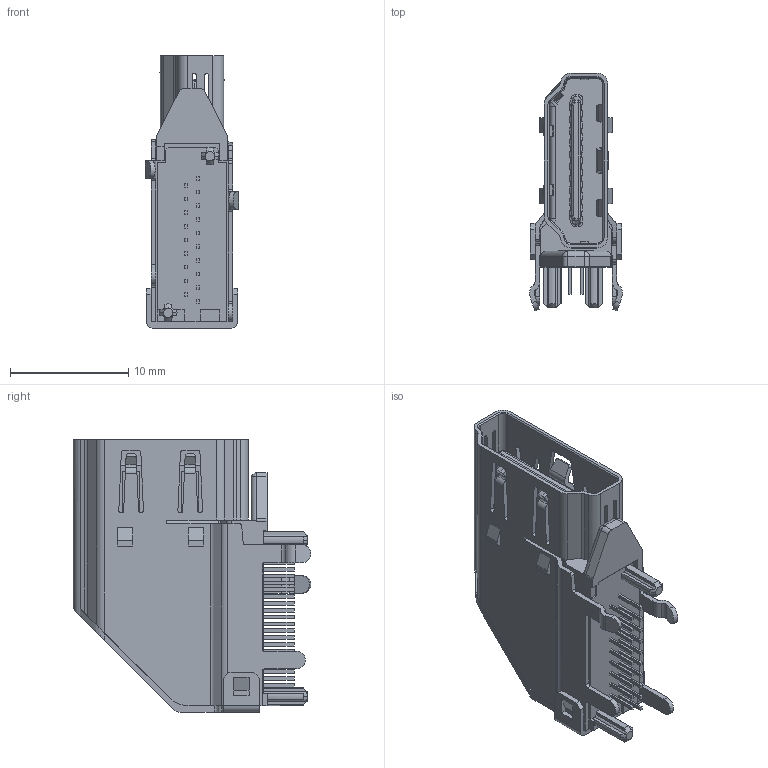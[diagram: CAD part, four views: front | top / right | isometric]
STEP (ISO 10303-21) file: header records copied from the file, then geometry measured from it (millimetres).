
FILE_DESCRIPTION(('FreeCAD Model'),'2;1');
FILE_NAME('Open CASCADE Shape Model','2023-01-09T16:02:55',(''),(''), 'Open CASCADE STEP processor 7.6','FreeCAD','Unknown');
FILE_SCHEMA(('AUTOMOTIVE_DESIGN { 1 0 10303 214 1 1 1 1 }'));
Length unit declared in the file: millimetre
Products named in the file (3): C-2007435-1; SOLID; SOLID001
Assembly tree (2 placements, depth 2):
  C-2007435-1
    SOLID
    SOLID001
Bounding box: 7.88 x 20.11 x 23.08 mm (x, y, z)
Volume: 1438.5 mm3; surface area: 1770.8 mm2
Topology: 2 solids, 2 shells, 709 faces, 1917 edges, 1235 vertices
Faces by surface type: plane 468, cylinder 209, sphere 13, cone 12, torus 7
Entity records: 28687 total; most frequent: CARTESIAN_POINT 5752, ORIENTED_EDGE 3834, DIRECTION 3599, EDGE_CURVE 1917, LINE 1407, VECTOR 1407, VERTEX_POINT 1235, AXIS2_PLACEMENT_3D 1096
